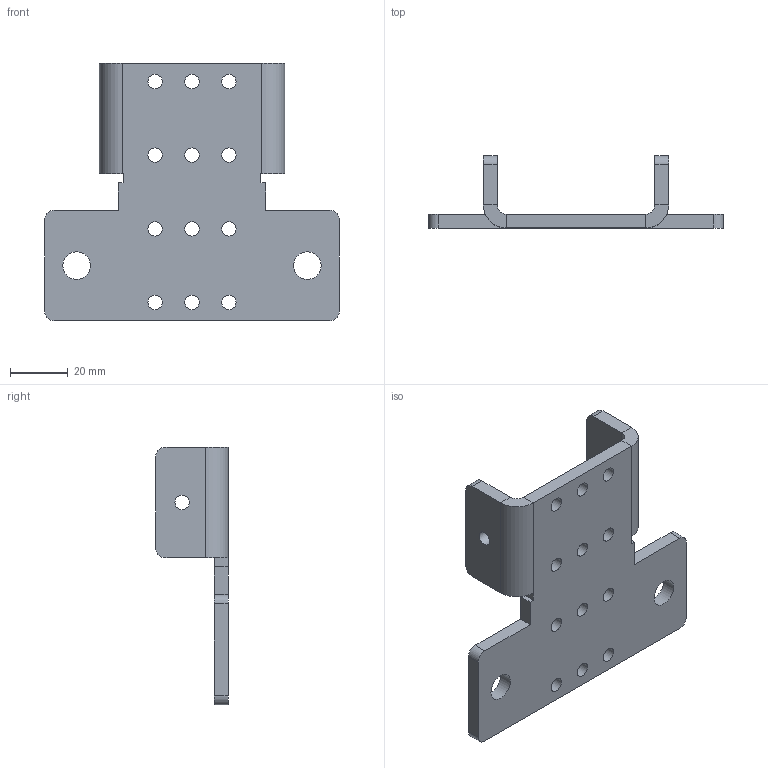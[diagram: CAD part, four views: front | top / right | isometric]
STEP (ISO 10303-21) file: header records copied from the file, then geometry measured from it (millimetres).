
FILE_DESCRIPTION (( 'STEP AP214' ), '1' );
FILE_NAME ('am-3794a 2x1 Elevator Large Bearing Plate R3.STEP', '2018-08-07T12:46:58', ( '' ), ( '' ), 'SwSTEP 2.0', 'SolidWorks 2018', '' );
FILE_SCHEMA (( 'AUTOMOTIVE_DESIGN' ));
Length unit declared in the file: inch
Products named in the file (1): am-3794a 2x1 Elevator Large Bearing Plate R3
Bounding box: 101.6 x 24.99 x 88.9 mm (x, y, z)
Volume: 37468.8 mm3; surface area: 19320.1 mm2
Topology: 1 solids, 1 shells, 58 faces, 153 edges, 97 vertices
Faces by surface type: plane 30, cylinder 28
Full cylindrical faces by diameter (mm): 4.978 x14, 9.525 x2
Entity records: 1808 total; most frequent: DIRECTION 310, CARTESIAN_POINT 291, ORIENTED_EDGE 272, EDGE_CURVE 136, AXIS2_PLACEMENT_3D 115, EDGE_LOOP 106, VERTEX_POINT 96, LINE 80
